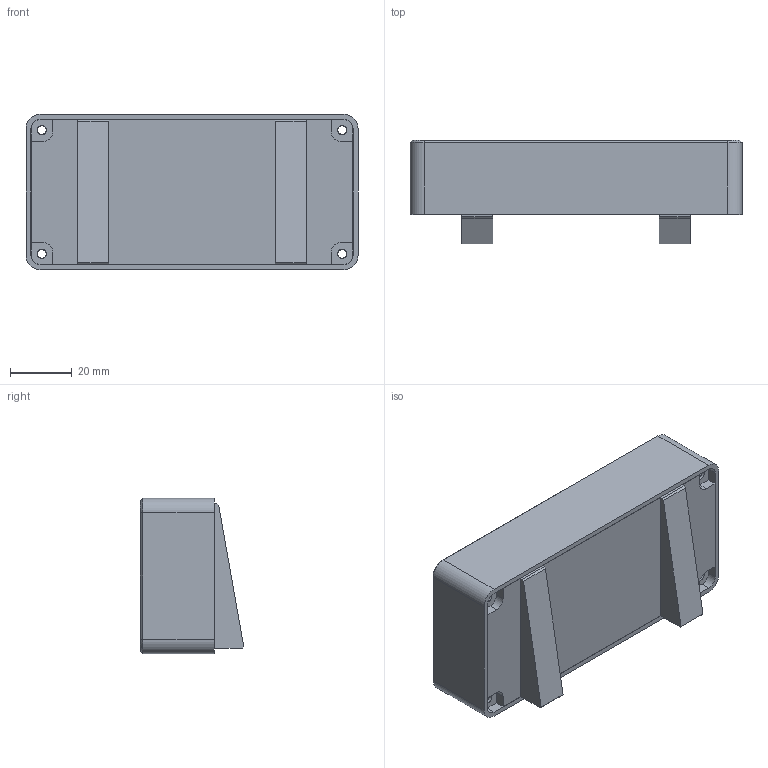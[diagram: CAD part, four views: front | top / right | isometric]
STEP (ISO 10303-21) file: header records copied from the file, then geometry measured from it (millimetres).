
FILE_DESCRIPTION(/* description */ (''),/* implementation_level */ '2;1');
FILE_NAME(/* name */ 'macro_pad.step',/* time_stamp */ '2019-07-30T20:54:00+01:00',/* author */ (''),/* organization */ (''),/* preprocessor_version */ 'ST-DEVELOPER v18',/* originating_system */ 'Autodesk Translation Framework v8.2.0.1029',/* authorisation */ '');
FILE_SCHEMA (('AUTOMOTIVE_DESIGN { 1 0 10303 214 3 1 1 }'));
Length unit declared in the file: millimetre
Products named in the file (3): Keyboard case mk2; Case body; Case top
Assembly tree (2 placements, depth 2):
  Keyboard case mk2
    Case body
    Case top
Bounding box: 107.4 x 33.47 x 50.25 mm (x, y, z)
Volume: 48782.7 mm3; surface area: 40371.7 mm2
Topology: 3 solids, 3 shells, 370 faces, 1069 edges, 709 vertices
Faces by surface type: plane 274, cylinder 92, cone 4
Full cylindrical faces by diameter (mm): 2.8 x4, 3 x4, 3.5 x4
Entity records: 12279 total; most frequent: CARTESIAN_POINT 2153, ORIENTED_EDGE 2138, DIRECTION 2007, EDGE_CURVE 1069, LINE 881, VECTOR 881, VERTEX_POINT 709, AXIS2_PLACEMENT_3D 563
